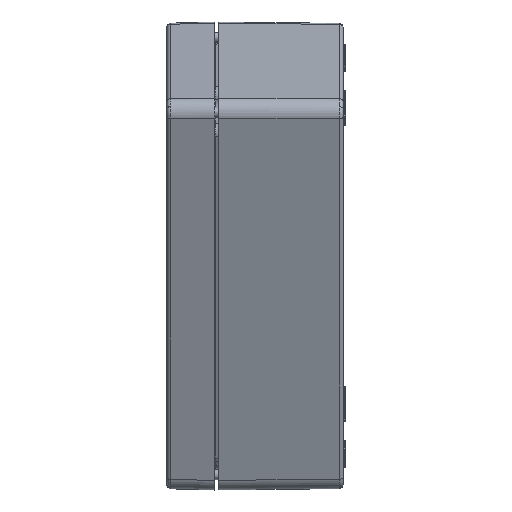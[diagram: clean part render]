
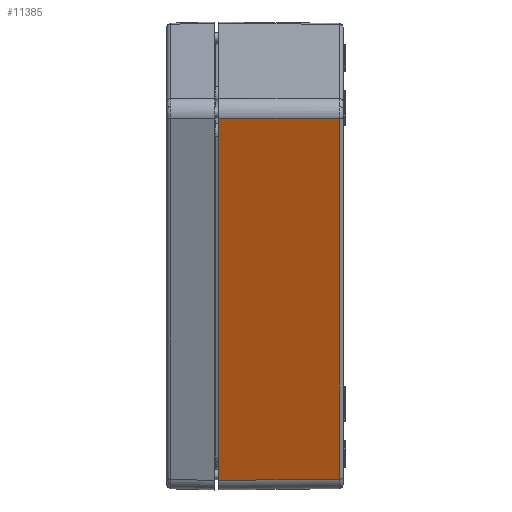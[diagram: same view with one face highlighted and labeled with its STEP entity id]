
A CAD part, left-side view. The second image highlights one B-rep face of the part: STEP entity #11385.
In plain terms, the highlighted face is planar.
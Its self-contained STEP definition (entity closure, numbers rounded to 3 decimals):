
#1100=LINE('',#23986,#1667);
#1145=LINE('',#24668,#1712);
#1146=LINE('',#24669,#1713);
#1147=LINE('',#24670,#1714);
#1667=VECTOR('',#15266,1000.);
#1712=VECTOR('',#15371,1000.);
#1713=VECTOR('',#15372,1000.);
#1714=VECTOR('',#15373,1000.);
#1989=PLANE('',#12680);
#2650=FACE_OUTER_BOUND('',#3466,.T.);
#3466=EDGE_LOOP('',(#9319,#9320,#9321,#9322));
#5256=VERTEX_POINT('',#22698);
#5435=VERTEX_POINT('',#23983);
#5436=VERTEX_POINT('',#23985);
#5479=VERTEX_POINT('',#24667);
#6799=EDGE_CURVE('',#5436,#5435,#1100,.T.);
#6871=EDGE_CURVE('',#5435,#5479,#1145,.T.);
#6872=EDGE_CURVE('',#5479,#5256,#1146,.T.);
#6873=EDGE_CURVE('',#5256,#5436,#1147,.T.);
#9319=ORIENTED_EDGE('',*,*,#6871,.T.);
#9320=ORIENTED_EDGE('',*,*,#6872,.T.);
#9321=ORIENTED_EDGE('',*,*,#6873,.T.);
#9322=ORIENTED_EDGE('',*,*,#6799,.T.);
#11385=ADVANCED_FACE('',(#2650),#1989,.T.);
#12680=AXIS2_PLACEMENT_3D('',#24666,#15369,#15370);
#15266=DIRECTION('',(1.,0.,0.));
#15369=DIRECTION('center_axis',(0.,-0.008,
-1.));
#15370=DIRECTION('ref_axis',(0.,1.,-0.008));
#15371=DIRECTION('',(-0.008,-1.,0.008));
#15372=DIRECTION('',(-1.,0.,0.));
#15373=DIRECTION('',(-0.008,1.,-0.008));
#22698=CARTESIAN_POINT('',(-101.49,-63.016,-59.489));
#23983=CARTESIAN_POINT('',(101.985,0.,-59.984));
#23985=CARTESIAN_POINT('',(-101.985,0.,-59.984));
#23986=CARTESIAN_POINT('',(-110.,0.,-59.984));
#24666=CARTESIAN_POINT('Origin',(-110.,2.,-60.));
#24667=CARTESIAN_POINT('',(101.49,-63.016,-59.489));
#24668=CARTESIAN_POINT('',(101.987,0.335,-59.987));
#24669=CARTESIAN_POINT('',(-101.474,-63.016,-59.489));
#24670=CARTESIAN_POINT('',(-102.001,2.063,-60.));
